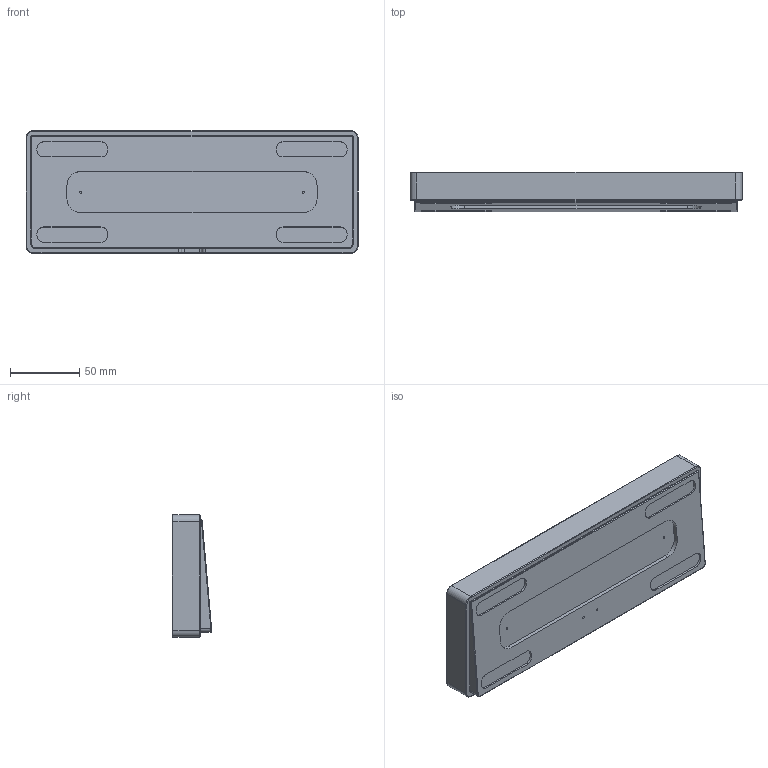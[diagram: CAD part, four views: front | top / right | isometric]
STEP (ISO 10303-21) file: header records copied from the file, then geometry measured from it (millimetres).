
FILE_DESCRIPTION(/* description */ (''),/* implementation_level */ '2;1');
FILE_NAME(/* name */ 'planckeneko_case_main_cnc.step',/* time_stamp */ '2022-06-10T10:55:16-07:00',/* author */ (''),/* organization */ (''),/* preprocessor_version */ 'ST-DEVELOPER v19',/* originating_system */ 'Autodesk Translation Framework v11.7.0.108',/* authorisation */ '');
FILE_SCHEMA (('AUTOMOTIVE_DESIGN { 1 0 10303 214 3 1 1 }'));
Length unit declared in the file: millimetre
Products named in the file (1): planckeneko_case
Bounding box: 239 x 28.55 x 88 mm (x, y, z)
Volume: 149034.7 mm3; surface area: 72109.4 mm2
Topology: 1 solids, 1 shells, 189 faces, 480 edges, 306 vertices
Faces by surface type: cylinder 98, plane 71, torus 16, bspline 2, sphere 2
Full cylindrical faces by diameter (mm): 1.6 x6
Entity records: 5835 total; most frequent: DIRECTION 1070, CARTESIAN_POINT 1034, ORIENTED_EDGE 960, EDGE_CURVE 480, AXIS2_PLACEMENT_3D 402, VERTEX_POINT 306, LINE 266, VECTOR 266
